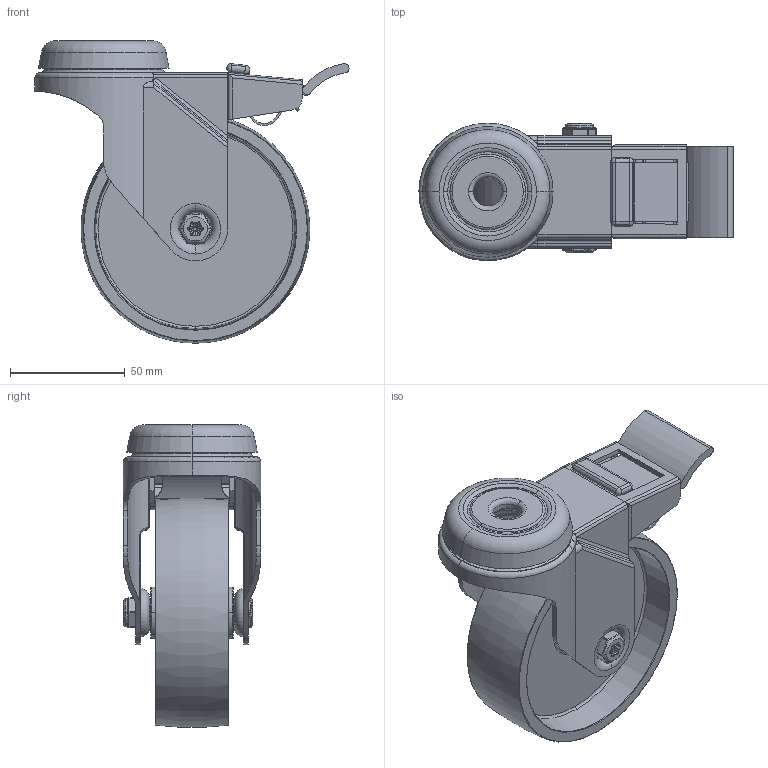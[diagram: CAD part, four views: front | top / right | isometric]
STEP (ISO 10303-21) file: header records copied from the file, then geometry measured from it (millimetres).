
FILE_DESCRIPTION(('STEP AP203'),'1');
FILE_NAME('BZM100NYBH12SWB.STEP','2023-06-14T09:50:28',(' '),(' '),'Spatial InterOp 3D',' ',' ');
FILE_SCHEMA(('CONFIG_CONTROL_DESIGN'));
Length unit declared in the file: metre
Products named in the file (17): BZM100ASBH12SWB; ZINC PLATED PRESSED STEEL HEAD; ZINC PLATED PRESSED STEEL FORKS; ZINC PLATED PRESSED STEEL BRAKE; BLACK NYLON BRAKE PEDAL; BRAKE PAD; BZM100NYBH12SWB; BZM100WNY; NYLON WHEEL; TUBEM10X37; ZINC PLATED AXLE TUBE; BOLTBZM8MM; ZINC PLATED AXLE BOLT; NYLOC NUT; NUT; RUBBER; NYLOCM8Z
Assembly tree (16 placements, depth 4):
  BZM100NYBH12SWB
    BZM100ASBH12SWB
      ZINC PLATED PRESSED STEEL HEAD
      ZINC PLATED PRESSED STEEL FORKS
      ZINC PLATED PRESSED STEEL BRAKE
      BLACK NYLON BRAKE PEDAL
      BRAKE PAD
    BZM100WNY
      NYLON WHEEL
    TUBEM10X37
      ZINC PLATED AXLE TUBE
    BOLTBZM8MM
      ZINC PLATED AXLE BOLT
    NYLOCM8Z
      NYLOC NUT
        NUT
        RUBBER
Bounding box: 137 x 60 x 131.89 mm (x, y, z)
Volume: 156914 mm3; surface area: 92829.9 mm2
Topology: 10 solids, 10 shells, 642 faces, 1644 edges, 1025 vertices
Faces by surface type: cylinder 271, plane 205, torus 88, sphere 36, bspline 26, cone 14, extrusion 2
Entity records: 29512 total; most frequent: CARTESIAN_POINT 12731, DIRECTION 3604, ORIENTED_EDGE 3264, EDGE_CURVE 1632, AXIS2_PLACEMENT_3D 1466, VERTEX_POINT 1025, CIRCLE 777, EDGE_LOOP 677
